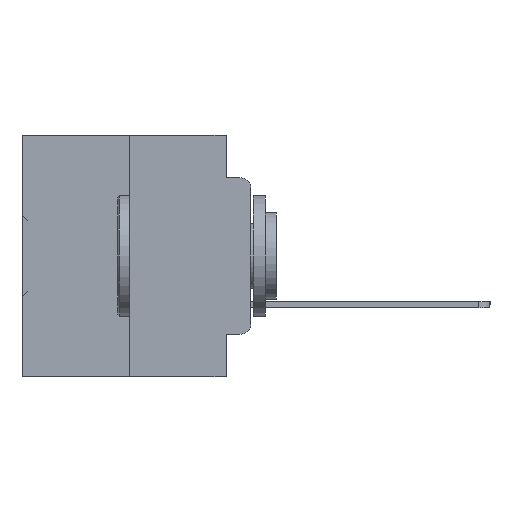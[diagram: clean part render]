
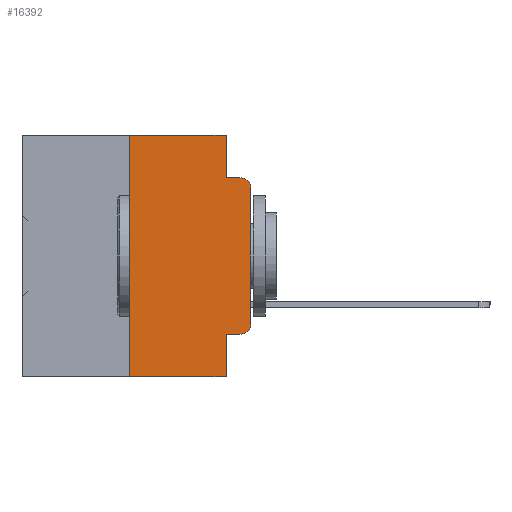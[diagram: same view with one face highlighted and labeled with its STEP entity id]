
A CAD part, left-side view. The second image highlights one B-rep face of the part: STEP entity #16392.
In plain terms, the highlighted planar face has unit normal (-1, 0, 0).
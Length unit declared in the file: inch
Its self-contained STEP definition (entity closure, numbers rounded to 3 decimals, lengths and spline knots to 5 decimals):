
#830 = VECTOR ( 'NONE', #18273, 39.37008 ) ;
#1104 = CARTESIAN_POINT ( 'NONE',  ( 0., 0.473, 0. ) ) ;
#1491 = LINE ( 'NONE', #10578, #38401 ) ;
#1583 = LINE ( 'NONE', #13667, #37195 ) ;
#1830 = EDGE_LOOP ( 'NONE', ( #25818, #24705, #10514, #31260, #15328, #29863, #17300, #2703, #4853, #36830 ) ) ;
#1881 = DIRECTION ( 'NONE',  ( 0., 0., -1. ) ) ;
#2065 = CARTESIAN_POINT ( 'NONE',  ( 0., 0.051, -0.0885 ) ) ;
#2376 = EDGE_CURVE ( 'NONE', #14264, #13045, #1583, .T. ) ;
#2703 = ORIENTED_EDGE ( 'NONE', *, *, #8663, .F. ) ;
#4119 = CARTESIAN_POINT ( 'NONE',  ( 0., 0., -0.1085 ) ) ;
#4383 = VECTOR ( 'NONE', #9008, 39.37008 ) ;
#4853 = ORIENTED_EDGE ( 'NONE', *, *, #6492, .T. ) ;
#4966 = VERTEX_POINT ( 'NONE', #9786 ) ;
#5092 = VERTEX_POINT ( 'NONE', #7209 ) ;
#5854 = CARTESIAN_POINT ( 'NONE',  ( 0., 0., 0. ) ) ;
#5980 = LINE ( 'NONE', #30218, #830 ) ;
#6114 = VECTOR ( 'NONE', #16970, 39.37008 ) ;
#6195 = DIRECTION ( 'NONE',  ( -1., 0., 0. ) ) ;
#6492 = EDGE_CURVE ( 'NONE', #23142, #18548, #19952, .T. ) ;
#6670 = DIRECTION ( 'NONE',  ( 0., 0., -1. ) ) ;
#7209 = CARTESIAN_POINT ( 'NONE',  ( 0., 0.051, -0.0885 ) ) ;
#8663 = EDGE_CURVE ( 'NONE', #23142, #13045, #5980, .T. ) ;
#9008 = DIRECTION ( 'NONE',  ( 0., 0., 1. ) ) ;
#9178 = EDGE_CURVE ( 'NONE', #4966, #5092, #1491, .T. ) ;
#9786 = CARTESIAN_POINT ( 'NONE',  ( 0., 0.051, 0. ) ) ;
#10514 = ORIENTED_EDGE ( 'NONE', *, *, #35439, .F. ) ;
#10578 = CARTESIAN_POINT ( 'NONE',  ( 0., 0.051, 0. ) ) ;
#11747 = AXIS2_PLACEMENT_3D ( 'NONE', #11934, #6195, #24061 ) ;
#11934 = CARTESIAN_POINT ( 'NONE',  ( 0., 0.02, -0.3915 ) ) ;
#12111 = EDGE_CURVE ( 'NONE', #29077, #4966, #28289, .T. ) ;
#12416 = DIRECTION ( 'NONE',  ( 1., 0., 0. ) ) ;
#13000 = PLANE ( 'NONE',  #37264 ) ;
#13045 = VERTEX_POINT ( 'NONE', #13688 ) ;
#13195 = DIRECTION ( 'NONE',  ( 0., -1., 0. ) ) ;
#13436 = DIRECTION ( 'NONE',  ( -1., 0., 0. ) ) ;
#13667 = CARTESIAN_POINT ( 'NONE',  ( 0., 0.473, -0.5 ) ) ;
#13688 = CARTESIAN_POINT ( 'NONE',  ( 0., 0.051, -0.5 ) ) ;
#13895 = CARTESIAN_POINT ( 'NONE',  ( 0., 0.25, -0.5 ) ) ;
#13897 = VERTEX_POINT ( 'NONE', #20087 ) ;
#14031 = EDGE_CURVE ( 'NONE', #18548, #13897, #23183, .T. ) ;
#14172 = LINE ( 'NONE', #2065, #33625 ) ;
#14264 = VERTEX_POINT ( 'NONE', #13895 ) ;
#14857 = DIRECTION ( 'NONE',  ( 0., -1., 0. ) ) ;
#15248 = VECTOR ( 'NONE', #22775, 39.37008 ) ;
#15328 = ORIENTED_EDGE ( 'NONE', *, *, #12111, .F. ) ;
#15959 = VERTEX_POINT ( 'NONE', #4119 ) ;
#16392 = ADVANCED_FACE ( 'NONE', ( #18181 ), #13000, .F. ) ;
#16970 = DIRECTION ( 'NONE',  ( 0., -1., 0. ) ) ;
#17300 = ORIENTED_EDGE ( 'NONE', *, *, #2376, .T. ) ;
#17528 = DIRECTION ( 'NONE',  ( 0., -1., 0. ) ) ;
#18181 = FACE_OUTER_BOUND ( 'NONE', #1830, .T. ) ;
#18273 = DIRECTION ( 'NONE',  ( 0., 0., -1. ) ) ;
#18287 = CARTESIAN_POINT ( 'NONE',  ( 0., 0.02, -0.4115 ) ) ;
#18548 = VERTEX_POINT ( 'NONE', #18287 ) ;
#19113 = EDGE_CURVE ( 'NONE', #13897, #15959, #39011, .T. ) ;
#19697 = AXIS2_PLACEMENT_3D ( 'NONE', #32111, #13436, #25548 ) ;
#19952 = LINE ( 'NONE', #32090, #6114 ) ;
#20087 = CARTESIAN_POINT ( 'NONE',  ( 0., 0., -0.3915 ) ) ;
#21395 = CARTESIAN_POINT ( 'NONE',  ( 0., 0.051, -0.4115 ) ) ;
#22221 = CIRCLE ( 'NONE', #19697, 0.02 ) ;
#22775 = DIRECTION ( 'NONE',  ( 0., 0., 1. ) ) ;
#23142 = VERTEX_POINT ( 'NONE', #21395 ) ;
#23183 = CIRCLE ( 'NONE', #11747, 0.02 ) ;
#24061 = DIRECTION ( 'NONE',  ( 0., 0., -1. ) ) ;
#24594 = EDGE_CURVE ( 'NONE', #14264, #29077, #31537, .T. ) ;
#24705 = ORIENTED_EDGE ( 'NONE', *, *, #38029, .T. ) ;
#24816 = CARTESIAN_POINT ( 'NONE',  ( 0., 0.25, 0. ) ) ;
#25364 = CARTESIAN_POINT ( 'NONE',  ( 0., 0.25, 0. ) ) ;
#25548 = DIRECTION ( 'NONE',  ( 0., 0., -1. ) ) ;
#25818 = ORIENTED_EDGE ( 'NONE', *, *, #19113, .T. ) ;
#28289 = LINE ( 'NONE', #1104, #35097 ) ;
#29077 = VERTEX_POINT ( 'NONE', #24816 ) ;
#29473 = CARTESIAN_POINT ( 'NONE',  ( 0., 0.02, -0.0885 ) ) ;
#29863 = ORIENTED_EDGE ( 'NONE', *, *, #24594, .F. ) ;
#30218 = CARTESIAN_POINT ( 'NONE',  ( 0., 0.051, 0. ) ) ;
#30236 = VERTEX_POINT ( 'NONE', #29473 ) ;
#31260 = ORIENTED_EDGE ( 'NONE', *, *, #9178, .F. ) ;
#31537 = LINE ( 'NONE', #25364, #15248 ) ;
#32090 = CARTESIAN_POINT ( 'NONE',  ( 0., 0.051, -0.4115 ) ) ;
#32111 = CARTESIAN_POINT ( 'NONE',  ( 0., 0.02, -0.1085 ) ) ;
#33625 = VECTOR ( 'NONE', #17528, 39.37008 ) ;
#33880 = CARTESIAN_POINT ( 'NONE',  ( 0., 0.473, 0. ) ) ;
#35097 = VECTOR ( 'NONE', #13195, 39.37008 ) ;
#35439 = EDGE_CURVE ( 'NONE', #5092, #30236, #14172, .T. ) ;
#36830 = ORIENTED_EDGE ( 'NONE', *, *, #14031, .T. ) ;
#37195 = VECTOR ( 'NONE', #14857, 39.37008 ) ;
#37264 = AXIS2_PLACEMENT_3D ( 'NONE', #33880, #12416, #6670 ) ;
#38029 = EDGE_CURVE ( 'NONE', #15959, #30236, #22221, .T. ) ;
#38401 = VECTOR ( 'NONE', #1881, 39.37008 ) ;
#39011 = LINE ( 'NONE', #5854, #4383 ) ;
